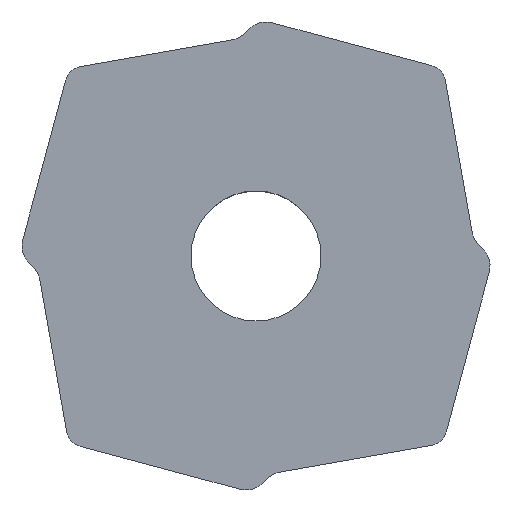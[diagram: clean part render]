
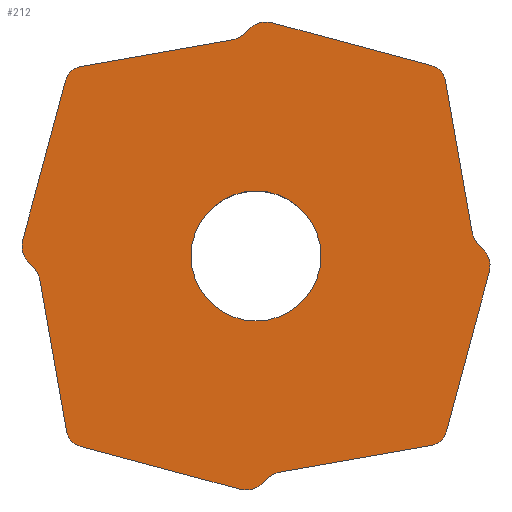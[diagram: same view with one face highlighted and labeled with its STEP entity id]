
A CAD part, top view. The second image highlights one B-rep face of the part: STEP entity #212.
In plain terms, the highlighted planar face has unit normal (0, 0, 1).
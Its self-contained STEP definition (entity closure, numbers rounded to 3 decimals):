
#212=ADVANCED_FACE('',(#387,#388),#311,.T.);
#311=PLANE('',#1854);
#337=CIRCLE('',#1853,1.7);
#387=FACE_BOUND('',#393,.T.);
#388=FACE_BOUND('',#394,.T.);
#393=EDGE_LOOP('',(#495,#496,#497,#498,#499,#500,#501,#502,#503,#504,#505,
#506,#507,#508,#509,#510,#511,#512,#513,#514,#515,#516,#517,#518));
#394=EDGE_LOOP('',(#519));
#495=ORIENTED_EDGE('',*,*,#1125,.T.);
#496=ORIENTED_EDGE('',*,*,#1126,.F.);
#497=ORIENTED_EDGE('',*,*,#1127,.T.);
#498=ORIENTED_EDGE('',*,*,#1128,.F.);
#499=ORIENTED_EDGE('',*,*,#1129,.T.);
#500=ORIENTED_EDGE('',*,*,#1130,.F.);
#501=ORIENTED_EDGE('',*,*,#1131,.T.);
#502=ORIENTED_EDGE('',*,*,#1132,.F.);
#503=ORIENTED_EDGE('',*,*,#1133,.T.);
#504=ORIENTED_EDGE('',*,*,#1134,.F.);
#505=ORIENTED_EDGE('',*,*,#1135,.T.);
#506=ORIENTED_EDGE('',*,*,#1136,.F.);
#507=ORIENTED_EDGE('',*,*,#1137,.T.);
#508=ORIENTED_EDGE('',*,*,#1138,.F.);
#509=ORIENTED_EDGE('',*,*,#1139,.T.);
#510=ORIENTED_EDGE('',*,*,#1140,.F.);
#511=ORIENTED_EDGE('',*,*,#1141,.T.);
#512=ORIENTED_EDGE('',*,*,#1142,.F.);
#513=ORIENTED_EDGE('',*,*,#1143,.T.);
#514=ORIENTED_EDGE('',*,*,#1144,.F.);
#515=ORIENTED_EDGE('',*,*,#1145,.T.);
#516=ORIENTED_EDGE('',*,*,#1146,.F.);
#517=ORIENTED_EDGE('',*,*,#1147,.T.);
#518=ORIENTED_EDGE('',*,*,#1148,.F.);
#519=ORIENTED_EDGE('',*,*,#1149,.T.);
#979=VERTEX_POINT('',#2634);
#980=VERTEX_POINT('',#2635);
#981=VERTEX_POINT('',#2637);
#982=VERTEX_POINT('',#2639);
#983=VERTEX_POINT('',#2641);
#984=VERTEX_POINT('',#2643);
#985=VERTEX_POINT('',#2645);
#986=VERTEX_POINT('',#2647);
#987=VERTEX_POINT('',#2649);
#988=VERTEX_POINT('',#2651);
#989=VERTEX_POINT('',#2653);
#990=VERTEX_POINT('',#2655);
#991=VERTEX_POINT('',#2657);
#992=VERTEX_POINT('',#2659);
#993=VERTEX_POINT('',#2661);
#994=VERTEX_POINT('',#2663);
#995=VERTEX_POINT('',#2665);
#996=VERTEX_POINT('',#2667);
#997=VERTEX_POINT('',#2669);
#998=VERTEX_POINT('',#2671);
#999=VERTEX_POINT('',#2673);
#1000=VERTEX_POINT('',#2675);
#1001=VERTEX_POINT('',#2677);
#1002=VERTEX_POINT('',#2679);
#1003=VERTEX_POINT('',#2682);
#1125=EDGE_CURVE('',#979,#980,#1381,.T.);
#1126=EDGE_CURVE('',#981,#980,#1622,.T.);
#1127=EDGE_CURVE('',#981,#982,#1382,.T.);
#1128=EDGE_CURVE('',#983,#982,#1623,.T.);
#1129=EDGE_CURVE('',#983,#984,#1383,.T.);
#1130=EDGE_CURVE('',#985,#984,#1624,.T.);
#1131=EDGE_CURVE('',#985,#986,#1384,.T.);
#1132=EDGE_CURVE('',#987,#986,#1625,.T.);
#1133=EDGE_CURVE('',#987,#988,#1385,.T.);
#1134=EDGE_CURVE('',#989,#988,#1626,.T.);
#1135=EDGE_CURVE('',#989,#990,#1386,.T.);
#1136=EDGE_CURVE('',#991,#990,#1627,.T.);
#1137=EDGE_CURVE('',#991,#992,#1387,.T.);
#1138=EDGE_CURVE('',#993,#992,#1628,.T.);
#1139=EDGE_CURVE('',#993,#994,#1388,.T.);
#1140=EDGE_CURVE('',#995,#994,#1629,.T.);
#1141=EDGE_CURVE('',#995,#996,#1389,.T.);
#1142=EDGE_CURVE('',#997,#996,#1630,.T.);
#1143=EDGE_CURVE('',#997,#998,#1390,.T.);
#1144=EDGE_CURVE('',#999,#998,#1631,.T.);
#1145=EDGE_CURVE('',#999,#1000,#1391,.T.);
#1146=EDGE_CURVE('',#1001,#1000,#1632,.T.);
#1147=EDGE_CURVE('',#1001,#1002,#1392,.T.);
#1148=EDGE_CURVE('',#979,#1002,#1633,.T.);
#1149=EDGE_CURVE('',#1003,#1003,#337,.T.);
#1381=ELLIPSE('',#1841,0.615,0.6);
#1382=ELLIPSE('',#1842,0.612,0.6);
#1383=ELLIPSE('',#1843,0.513,0.5);
#1384=ELLIPSE('',#1844,0.615,0.6);
#1385=ELLIPSE('',#1845,0.612,0.6);
#1386=ELLIPSE('',#1846,0.513,0.5);
#1387=ELLIPSE('',#1847,0.615,0.6);
#1388=ELLIPSE('',#1848,0.612,0.6);
#1389=ELLIPSE('',#1849,0.513,0.5);
#1390=ELLIPSE('',#1850,0.615,0.6);
#1391=ELLIPSE('',#1851,0.612,0.6);
#1392=ELLIPSE('',#1852,0.513,0.5);
#1622=LINE('',#2636,#1730);
#1623=LINE('',#2640,#1731);
#1624=LINE('',#2644,#1732);
#1625=LINE('',#2648,#1733);
#1626=LINE('',#2652,#1734);
#1627=LINE('',#2656,#1735);
#1628=LINE('',#2660,#1736);
#1629=LINE('',#2664,#1737);
#1630=LINE('',#2668,#1738);
#1631=LINE('',#2672,#1739);
#1632=LINE('',#2676,#1740);
#1633=LINE('',#2680,#1741);
#1730=VECTOR('',#2094,1.);
#1731=VECTOR('',#2097,1.);
#1732=VECTOR('',#2100,1.);
#1733=VECTOR('',#2103,1.);
#1734=VECTOR('',#2106,1.);
#1735=VECTOR('',#2109,1.);
#1736=VECTOR('',#2112,1.);
#1737=VECTOR('',#2115,1.);
#1738=VECTOR('',#2118,1.);
#1739=VECTOR('',#2121,1.);
#1740=VECTOR('',#2124,1.);
#1741=VECTOR('',#2127,1.);
#1841=AXIS2_PLACEMENT_3D('',#2633,#2092,#2093);
#1842=AXIS2_PLACEMENT_3D('',#2638,#2095,#2096);
#1843=AXIS2_PLACEMENT_3D('',#2642,#2098,#2099);
#1844=AXIS2_PLACEMENT_3D('',#2646,#2101,#2102);
#1845=AXIS2_PLACEMENT_3D('',#2650,#2104,#2105);
#1846=AXIS2_PLACEMENT_3D('',#2654,#2107,#2108);
#1847=AXIS2_PLACEMENT_3D('',#2658,#2110,#2111);
#1848=AXIS2_PLACEMENT_3D('',#2662,#2113,#2114);
#1849=AXIS2_PLACEMENT_3D('',#2666,#2116,#2117);
#1850=AXIS2_PLACEMENT_3D('',#2670,#2119,#2120);
#1851=AXIS2_PLACEMENT_3D('',#2674,#2122,#2123);
#1852=AXIS2_PLACEMENT_3D('',#2678,#2125,#2126);
#1853=AXIS2_PLACEMENT_3D('',#2681,#2128,#2129);
#1854=AXIS2_PLACEMENT_3D('',#2683,#2130,#2131);
#2092=DIRECTION('',(0.,0.,1.));
#2093=DIRECTION('',(0.972,0.233,0.));
#2094=DIRECTION('',(0.669,-0.743,0.));
#2095=DIRECTION('',(0.,0.,-1.));
#2096=DIRECTION('',(-0.899,-0.438,0.));
#2097=DIRECTION('',(0.174,-0.985,0.));
#2098=DIRECTION('',(0.,0.,1.));
#2099=DIRECTION('',(0.737,0.676,0.));
#2100=DIRECTION('',(0.966,-0.259,0.));
#2101=DIRECTION('',(0.,0.,1.));
#2102=DIRECTION('',(-0.233,0.972,0.));
#2103=DIRECTION('',(0.743,0.669,0.));
#2104=DIRECTION('',(0.,0.,-1.));
#2105=DIRECTION('',(0.438,-0.899,0.));
#2106=DIRECTION('',(0.985,0.174,0.));
#2107=DIRECTION('',(0.,0.,1.));
#2108=DIRECTION('',(-0.676,0.737,0.));
#2109=DIRECTION('',(0.259,0.966,0.));
#2110=DIRECTION('',(0.,0.,1.));
#2111=DIRECTION('',(-0.972,-0.233,0.));
#2112=DIRECTION('',(-0.669,0.743,0.));
#2113=DIRECTION('',(0.,0.,-1.));
#2114=DIRECTION('',(0.899,0.438,0.));
#2115=DIRECTION('',(-0.174,0.985,0.));
#2116=DIRECTION('',(0.,0.,1.));
#2117=DIRECTION('',(-0.737,-0.676,0.));
#2118=DIRECTION('',(-0.966,0.259,0.));
#2119=DIRECTION('',(0.,0.,1.));
#2120=DIRECTION('',(0.233,-0.972,0.));
#2121=DIRECTION('',(-0.743,-0.669,0.));
#2122=DIRECTION('',(0.,0.,-1.));
#2123=DIRECTION('',(-0.438,0.899,0.));
#2124=DIRECTION('',(-0.985,-0.174,0.));
#2125=DIRECTION('',(0.,0.,1.));
#2126=DIRECTION('',(0.676,-0.737,0.));
#2127=DIRECTION('',(-0.259,-0.966,0.));
#2128=DIRECTION('',(0.,0.,-1.));
#2129=DIRECTION('',(1.,0.,0.));
#2130=DIRECTION('',(0.,0.,1.));
#2131=DIRECTION('',(1.,0.,0.));
#2633=CARTESIAN_POINT('',(5.508,-0.268,0.));
#2634=CARTESIAN_POINT('',(6.102,-0.414,0.));
#2635=CARTESIAN_POINT('',(5.971,0.132,0.));
#2636=CARTESIAN_POINT('',(5.685,0.45,0.));
#2637=CARTESIAN_POINT('',(5.798,0.324,0.));
#2638=CARTESIAN_POINT('',(6.256,0.729,0.));
#2639=CARTESIAN_POINT('',(5.655,0.616,0.));
#2640=CARTESIAN_POINT('',(4.9,4.9,0.));
#2641=CARTESIAN_POINT('',(4.954,4.592,0.));
#2642=CARTESIAN_POINT('',(4.455,4.492,0.));
#2643=CARTESIAN_POINT('',(4.598,4.981,0.));
#2644=CARTESIAN_POINT('',(0.105,6.185,0.));
#2645=CARTESIAN_POINT('',(0.414,6.102,0.));
#2646=CARTESIAN_POINT('',(0.268,5.508,0.));
#2647=CARTESIAN_POINT('',(-0.132,5.971,0.));
#2648=CARTESIAN_POINT('',(-0.45,5.685,0.));
#2649=CARTESIAN_POINT('',(-0.324,5.798,0.));
#2650=CARTESIAN_POINT('',(-0.729,6.256,0.));
#2651=CARTESIAN_POINT('',(-0.616,5.655,0.));
#2652=CARTESIAN_POINT('',(-4.9,4.9,0.));
#2653=CARTESIAN_POINT('',(-4.592,4.954,0.));
#2654=CARTESIAN_POINT('',(-4.492,4.455,0.));
#2655=CARTESIAN_POINT('',(-4.981,4.598,0.));
#2656=CARTESIAN_POINT('',(-6.185,0.105,0.));
#2657=CARTESIAN_POINT('',(-6.102,0.414,0.));
#2658=CARTESIAN_POINT('',(-5.508,0.268,0.));
#2659=CARTESIAN_POINT('',(-5.971,-0.132,0.));
#2660=CARTESIAN_POINT('',(-5.685,-0.45,0.));
#2661=CARTESIAN_POINT('',(-5.798,-0.324,0.));
#2662=CARTESIAN_POINT('',(-6.256,-0.729,0.));
#2663=CARTESIAN_POINT('',(-5.655,-0.616,0.));
#2664=CARTESIAN_POINT('',(-4.9,-4.9,0.));
#2665=CARTESIAN_POINT('',(-4.954,-4.592,0.));
#2666=CARTESIAN_POINT('',(-4.455,-4.492,0.));
#2667=CARTESIAN_POINT('',(-4.598,-4.981,0.));
#2668=CARTESIAN_POINT('',(-0.105,-6.185,0.));
#2669=CARTESIAN_POINT('',(-0.414,-6.102,0.));
#2670=CARTESIAN_POINT('',(-0.268,-5.508,0.));
#2671=CARTESIAN_POINT('',(0.132,-5.971,0.));
#2672=CARTESIAN_POINT('',(0.45,-5.685,0.));
#2673=CARTESIAN_POINT('',(0.324,-5.798,0.));
#2674=CARTESIAN_POINT('',(0.729,-6.256,0.));
#2675=CARTESIAN_POINT('',(0.616,-5.655,0.));
#2676=CARTESIAN_POINT('',(4.9,-4.9,0.));
#2677=CARTESIAN_POINT('',(4.592,-4.954,0.));
#2678=CARTESIAN_POINT('',(4.492,-4.455,0.));
#2679=CARTESIAN_POINT('',(4.981,-4.598,0.));
#2680=CARTESIAN_POINT('',(6.185,-0.105,0.));
#2681=CARTESIAN_POINT('',(0.,0.,0.));
#2682=CARTESIAN_POINT('',(1.7,0.,0.));
#2683=CARTESIAN_POINT('',(0.,0.,0.));
